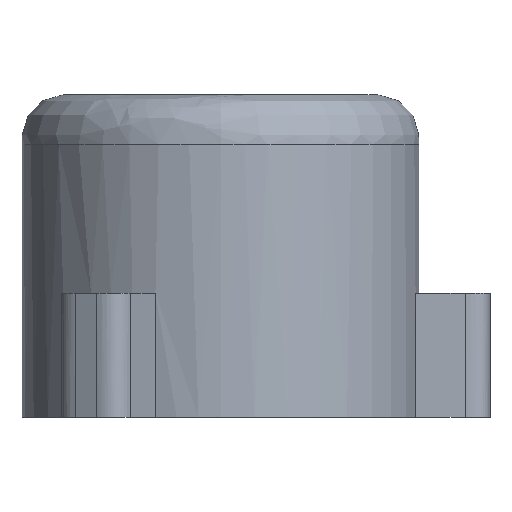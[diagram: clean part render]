
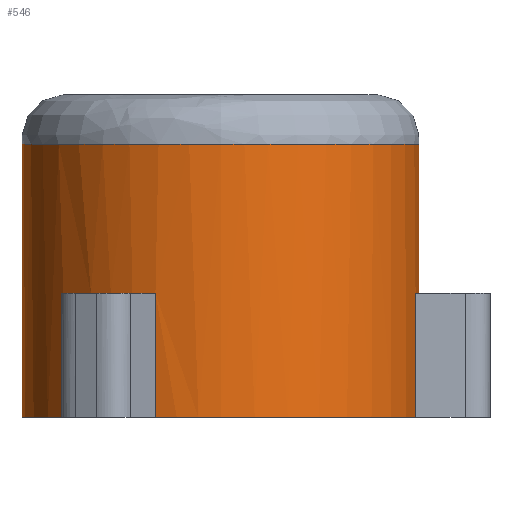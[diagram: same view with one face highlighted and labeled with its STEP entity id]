
A CAD part, left-side view. The second image highlights one B-rep face of the part: STEP entity #546.
In plain terms, the highlighted cylindrical face has radius 4 mm (diameter 8 mm), a full revolution.
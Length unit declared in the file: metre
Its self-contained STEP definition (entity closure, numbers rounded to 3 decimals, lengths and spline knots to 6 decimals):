
#12=CIRCLE('',#585,0.004);
#13=CIRCLE('',#586,0.004);
#14=CIRCLE('',#587,0.004);
#15=CIRCLE('',#588,0.004);
#16=CIRCLE('',#589,0.004);
#17=CIRCLE('',#590,0.004);
#18=CYLINDRICAL_SURFACE('',#584,0.004);
#23=LINE('',#1228,#71);
#24=LINE('',#1233,#72);
#25=LINE('',#1237,#73);
#26=LINE('',#1241,#74);
#27=LINE('',#1245,#75);
#28=LINE('',#1249,#76);
#71=VECTOR('',#624,1.);
#72=VECTOR('',#627,1.);
#73=VECTOR('',#630,1.);
#74=VECTOR('',#633,1.);
#75=VECTOR('',#636,1.);
#76=VECTOR('',#639,1.);
#170=ORIENTED_EDGE('',*,*,#328,.T.);
#171=ORIENTED_EDGE('',*,*,#329,.F.);
#172=ORIENTED_EDGE('',*,*,#330,.T.);
#173=ORIENTED_EDGE('',*,*,#331,.T.);
#174=ORIENTED_EDGE('',*,*,#332,.T.);
#175=ORIENTED_EDGE('',*,*,#333,.F.);
#176=ORIENTED_EDGE('',*,*,#334,.T.);
#177=ORIENTED_EDGE('',*,*,#335,.T.);
#178=ORIENTED_EDGE('',*,*,#336,.T.);
#179=ORIENTED_EDGE('',*,*,#337,.F.);
#180=ORIENTED_EDGE('',*,*,#338,.T.);
#181=ORIENTED_EDGE('',*,*,#339,.T.);
#182=ORIENTED_EDGE('',*,*,#340,.T.);
#328=EDGE_CURVE('',#408,#408,#458,.T.);
#329=EDGE_CURVE('',#409,#410,#23,.T.);
#330=EDGE_CURVE('',#409,#411,#12,.T.);
#331=EDGE_CURVE('',#411,#412,#24,.T.);
#332=EDGE_CURVE('',#412,#413,#13,.T.);
#333=EDGE_CURVE('',#414,#413,#25,.T.);
#334=EDGE_CURVE('',#414,#415,#14,.T.);
#335=EDGE_CURVE('',#415,#416,#26,.T.);
#336=EDGE_CURVE('',#416,#417,#15,.T.);
#337=EDGE_CURVE('',#418,#417,#27,.T.);
#338=EDGE_CURVE('',#418,#419,#16,.T.);
#339=EDGE_CURVE('',#419,#420,#28,.T.);
#340=EDGE_CURVE('',#420,#410,#17,.T.);
#408=VERTEX_POINT('',#1226);
#409=VERTEX_POINT('',#1229);
#410=VERTEX_POINT('',#1230);
#411=VERTEX_POINT('',#1232);
#412=VERTEX_POINT('',#1234);
#413=VERTEX_POINT('',#1236);
#414=VERTEX_POINT('',#1238);
#415=VERTEX_POINT('',#1240);
#416=VERTEX_POINT('',#1242);
#417=VERTEX_POINT('',#1244);
#418=VERTEX_POINT('',#1246);
#419=VERTEX_POINT('',#1248);
#420=VERTEX_POINT('',#1250);
#458=B_SPLINE_CURVE_WITH_KNOTS('',3,(#1215,#1216,#1217,#1218,#1219,#1220,
#1221,#1222,#1223,#1224,#1225),.UNSPECIFIED.,.T.,.F.,(1,1,1,1,1,1,1,1,1,
1,1,1,1,1,1),(-0.375,-0.25,-0.125,0.,0.125,0.25,0.375,0.5,0.625,0.75,0.875,
1.,1.125,1.25,1.375),.UNSPECIFIED.);
#469=EDGE_LOOP('',(#170));
#470=EDGE_LOOP('',(#171,#172,#173,#174,#175,#176,#177,#178,#179,#180,#181,
#182));
#505=FACE_BOUND('',#469,.T.);
#506=FACE_BOUND('',#470,.T.);
#546=ADVANCED_FACE('',(#505,#506),#18,.T.);
#584=AXIS2_PLACEMENT_3D('',#1227,#622,#623);
#585=AXIS2_PLACEMENT_3D('',#1231,#625,#626);
#586=AXIS2_PLACEMENT_3D('',#1235,#628,#629);
#587=AXIS2_PLACEMENT_3D('',#1239,#631,#632);
#588=AXIS2_PLACEMENT_3D('',#1243,#634,#635);
#589=AXIS2_PLACEMENT_3D('',#1247,#637,#638);
#590=AXIS2_PLACEMENT_3D('',#1251,#640,#641);
#622=DIRECTION('',(0.,0.,-1.));
#623=DIRECTION('',(-1.,0.,0.));
#624=DIRECTION('',(0.,0.,-1.));
#625=DIRECTION('',(0.,0.,1.));
#626=DIRECTION('',(1.,0.,0.));
#627=DIRECTION('',(0.,0.,-1.));
#628=DIRECTION('',(0.,0.,1.));
#629=DIRECTION('',(1.,0.,0.));
#630=DIRECTION('',(0.,0.,-1.));
#631=DIRECTION('',(0.,0.,1.));
#632=DIRECTION('',(1.,0.,0.));
#633=DIRECTION('',(0.,0.,-1.));
#634=DIRECTION('',(0.,0.,1.));
#635=DIRECTION('',(1.,0.,0.));
#636=DIRECTION('',(0.,0.,-1.));
#637=DIRECTION('',(0.,0.,1.));
#638=DIRECTION('',(1.,0.,0.));
#639=DIRECTION('',(0.,0.,-1.));
#640=DIRECTION('',(0.,0.,1.));
#641=DIRECTION('',(1.,0.,0.));
#1215=CARTESIAN_POINT('',(-0.003134,-0.003134,0.0055));
#1216=CARTESIAN_POINT('',(-0.004433,0.,0.0055));
#1217=CARTESIAN_POINT('',(-0.003134,0.003134,0.0055));
#1218=CARTESIAN_POINT('',(0.,0.004433,0.0055));
#1219=CARTESIAN_POINT('',(0.003134,0.003134,0.0055));
#1220=CARTESIAN_POINT('',(0.004433,0.,0.0055));
#1221=CARTESIAN_POINT('',(0.003134,-0.003134,0.0055));
#1222=CARTESIAN_POINT('',(0.,-0.004433,0.0055));
#1223=CARTESIAN_POINT('',(-0.003134,-0.003134,0.0055));
#1224=CARTESIAN_POINT('',(-0.004433,0.,0.0055));
#1225=CARTESIAN_POINT('',(-0.003134,0.003134,0.0055));
#1226=CARTESIAN_POINT('',(-0.004,0.,0.0055));
#1227=CARTESIAN_POINT('',(0.,0.,0.0065));
#1228=CARTESIAN_POINT('',(0.003777,0.001318,0.0025));
#1229=CARTESIAN_POINT('',(0.003777,0.001318,0.0025));
#1230=CARTESIAN_POINT('',(0.003777,0.001318,0.));
#1231=CARTESIAN_POINT('',(0.,0.,0.0025));
#1232=CARTESIAN_POINT('',(0.003025,0.002617,0.0025));
#1233=CARTESIAN_POINT('',(0.003025,0.002617,0.0025));
#1234=CARTESIAN_POINT('',(0.003025,0.002617,0.));
#1235=CARTESIAN_POINT('',(0.,0.,0.));
#1236=CARTESIAN_POINT('',(-0.00303,0.002612,0.));
#1237=CARTESIAN_POINT('',(-0.00303,0.002612,0.0025));
#1238=CARTESIAN_POINT('',(-0.00303,0.002612,0.0025));
#1239=CARTESIAN_POINT('',(0.,0.,0.0025));
#1240=CARTESIAN_POINT('',(-0.003779,0.001312,0.0025));
#1241=CARTESIAN_POINT('',(-0.003779,0.001312,0.0025));
#1242=CARTESIAN_POINT('',(-0.003779,0.001312,0.));
#1243=CARTESIAN_POINT('',(0.,0.,0.));
#1244=CARTESIAN_POINT('',(-0.00075,-0.003929,0.));
#1245=CARTESIAN_POINT('',(-0.00075,-0.003929,0.0025));
#1246=CARTESIAN_POINT('',(-0.00075,-0.003929,0.0025));
#1247=CARTESIAN_POINT('',(0.,0.,0.0025));
#1248=CARTESIAN_POINT('',(0.00075,-0.003929,0.0025));
#1249=CARTESIAN_POINT('',(0.00075,-0.003929,0.0025));
#1250=CARTESIAN_POINT('',(0.00075,-0.003929,0.));
#1251=CARTESIAN_POINT('',(0.,0.,0.));
